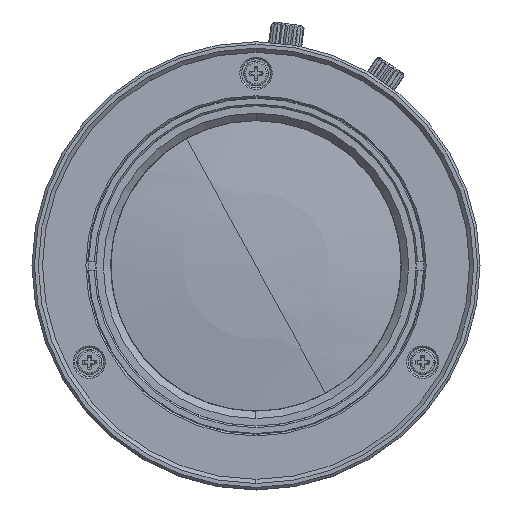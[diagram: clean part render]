
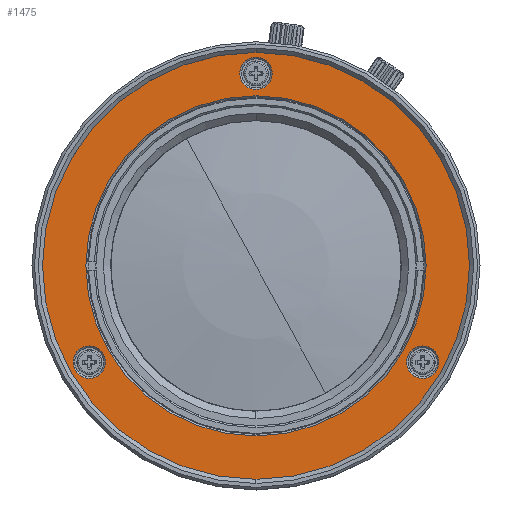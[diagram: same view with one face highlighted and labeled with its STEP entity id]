
A CAD part, top view. The second image highlights one B-rep face of the part: STEP entity #1475.
In plain terms, the highlighted planar face has unit normal (0, 0, 1).
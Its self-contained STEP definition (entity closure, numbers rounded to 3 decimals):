
#339=CARTESIAN_POINT('Axis2P3D Location',(0.,0.,86.703)) ;
#343=CARTESIAN_POINT('Vertex',(0.,26.,86.703)) ;
#345=CARTESIAN_POINT('Vertex',(0.,-26.,86.703)) ;
#374=CARTESIAN_POINT('Axis2P3D Location',(0.,0.,86.703)) ;
#402=CARTESIAN_POINT('Vertex',(0.,20.5,86.703)) ;
#405=CARTESIAN_POINT('Axis2P3D Location',(0.,0.,86.703)) ;
#409=CARTESIAN_POINT('Vertex',(0.,-20.5,86.703)) ;
#454=CARTESIAN_POINT('Axis2P3D Location',(0.,0.,86.703)) ;
#1263=CARTESIAN_POINT('Vertex',(22.042,-11.6,86.703)) ;
#1266=CARTESIAN_POINT('Axis2P3D Location',(20.092,-11.6,86.703)) ;
#1270=CARTESIAN_POINT('Vertex',(18.142,-11.6,86.703)) ;
#1290=CARTESIAN_POINT('Axis2P3D Location',(20.092,-11.6,86.703)) ;
#1354=CARTESIAN_POINT('Vertex',(-18.142,-11.6,86.703)) ;
#1357=CARTESIAN_POINT('Axis2P3D Location',(-20.092,-11.6,86.703)) ;
#1361=CARTESIAN_POINT('Vertex',(-22.042,-11.6,86.703)) ;
#1381=CARTESIAN_POINT('Axis2P3D Location',(-20.092,-11.6,86.703)) ;
#1436=CARTESIAN_POINT('Axis2P3D Location',(0.,26.,86.703)) ;
#1445=CARTESIAN_POINT('Axis2P3D Location',(0.,23.2,86.703)) ;
#1449=CARTESIAN_POINT('Vertex',(-1.95,23.2,86.703)) ;
#1451=CARTESIAN_POINT('Vertex',(1.95,23.2,86.703)) ;
#1454=CARTESIAN_POINT('Axis2P3D Location',(0.,23.2,86.703)) ;
#340=DIRECTION('Axis2P3D Direction',(0.,0.,1.)) ;
#375=DIRECTION('Axis2P3D Direction',(0.,0.,1.)) ;
#406=DIRECTION('Axis2P3D Direction',(0.,0.,1.)) ;
#455=DIRECTION('Axis2P3D Direction',(0.,0.,1.)) ;
#1267=DIRECTION('Axis2P3D Direction',(0.,-0.,1.)) ;
#1291=DIRECTION('Axis2P3D Direction',(0.,0.,1.)) ;
#1358=DIRECTION('Axis2P3D Direction',(0.,-0.,1.)) ;
#1382=DIRECTION('Axis2P3D Direction',(0.,-0.,1.)) ;
#1437=DIRECTION('Axis2P3D Direction',(0.,0.,1.)) ;
#1438=DIRECTION('Axis2P3D XDirection',(1.,0.,0.)) ;
#1446=DIRECTION('Axis2P3D Direction',(0.,0.,1.)) ;
#1455=DIRECTION('Axis2P3D Direction',(0.,0.,1.)) ;
#341=AXIS2_PLACEMENT_3D('Circle Axis2P3D',#339,#340,$) ;
#376=AXIS2_PLACEMENT_3D('Circle Axis2P3D',#374,#375,$) ;
#407=AXIS2_PLACEMENT_3D('Circle Axis2P3D',#405,#406,$) ;
#456=AXIS2_PLACEMENT_3D('Circle Axis2P3D',#454,#455,$) ;
#1268=AXIS2_PLACEMENT_3D('Circle Axis2P3D',#1266,#1267,$) ;
#1292=AXIS2_PLACEMENT_3D('Circle Axis2P3D',#1290,#1291,$) ;
#1359=AXIS2_PLACEMENT_3D('Circle Axis2P3D',#1357,#1358,$) ;
#1383=AXIS2_PLACEMENT_3D('Circle Axis2P3D',#1381,#1382,$) ;
#1439=AXIS2_PLACEMENT_3D('Plane Axis2P3D',#1436,#1437,#1438) ;
#1447=AXIS2_PLACEMENT_3D('Circle Axis2P3D',#1445,#1446,$) ;
#1456=AXIS2_PLACEMENT_3D('Circle Axis2P3D',#1454,#1455,$) ;
#1442=ORIENTED_EDGE('',*,*,#378,.T.) ;
#1443=ORIENTED_EDGE('',*,*,#347,.T.) ;
#1460=ORIENTED_EDGE('',*,*,#1453,.F.) ;
#1461=ORIENTED_EDGE('',*,*,#1458,.F.) ;
#1464=ORIENTED_EDGE('',*,*,#1385,.F.) ;
#1465=ORIENTED_EDGE('',*,*,#1363,.F.) ;
#1468=ORIENTED_EDGE('',*,*,#1294,.F.) ;
#1469=ORIENTED_EDGE('',*,*,#1272,.F.) ;
#1472=ORIENTED_EDGE('',*,*,#411,.F.) ;
#1473=ORIENTED_EDGE('',*,*,#458,.F.) ;
#1462=FACE_BOUND('',#1459,.T.) ;
#1466=FACE_BOUND('',#1463,.T.) ;
#1470=FACE_BOUND('',#1467,.T.) ;
#1474=FACE_BOUND('',#1471,.T.) ;
#1475=ADVANCED_FACE('\X2\FF8AFF9FFF70FF82\X0\ \X2\FF8EFF9EFF83FF9EFF68FF70\X0\',(#1444,#1462,#1466,#1470,#1474),#1440,.T.) ;
#342=CIRCLE('generated circle',#341,26.) ;
#377=CIRCLE('generated circle',#376,26.) ;
#408=CIRCLE('generated circle',#407,20.5) ;
#457=CIRCLE('generated circle',#456,20.5) ;
#1269=CIRCLE('generated circle',#1268,1.95) ;
#1293=CIRCLE('generated circle',#1292,1.95) ;
#1360=CIRCLE('generated circle',#1359,1.95) ;
#1384=CIRCLE('generated circle',#1383,1.95) ;
#1448=CIRCLE('generated circle',#1447,1.95) ;
#1457=CIRCLE('generated circle',#1456,1.95) ;
#347=EDGE_CURVE('',#344,#346,#342,.T.) ;
#378=EDGE_CURVE('',#346,#344,#377,.T.) ;
#411=EDGE_CURVE('',#403,#410,#408,.T.) ;
#458=EDGE_CURVE('',#410,#403,#457,.T.) ;
#1272=EDGE_CURVE('',#1264,#1271,#1269,.T.) ;
#1294=EDGE_CURVE('',#1271,#1264,#1293,.T.) ;
#1363=EDGE_CURVE('',#1355,#1362,#1360,.T.) ;
#1385=EDGE_CURVE('',#1362,#1355,#1384,.T.) ;
#1453=EDGE_CURVE('',#1450,#1452,#1448,.T.) ;
#1458=EDGE_CURVE('',#1452,#1450,#1457,.T.) ;
#1441=EDGE_LOOP('',(#1442,#1443)) ;
#1459=EDGE_LOOP('',(#1460,#1461)) ;
#1463=EDGE_LOOP('',(#1464,#1465)) ;
#1467=EDGE_LOOP('',(#1468,#1469)) ;
#1471=EDGE_LOOP('',(#1472,#1473)) ;
#1444=FACE_OUTER_BOUND('',#1441,.T.) ;
#1440=PLANE('',#1439) ;
#344=VERTEX_POINT('',#343) ;
#346=VERTEX_POINT('',#345) ;
#403=VERTEX_POINT('',#402) ;
#410=VERTEX_POINT('',#409) ;
#1264=VERTEX_POINT('',#1263) ;
#1271=VERTEX_POINT('',#1270) ;
#1355=VERTEX_POINT('',#1354) ;
#1362=VERTEX_POINT('',#1361) ;
#1450=VERTEX_POINT('',#1449) ;
#1452=VERTEX_POINT('',#1451) ;
